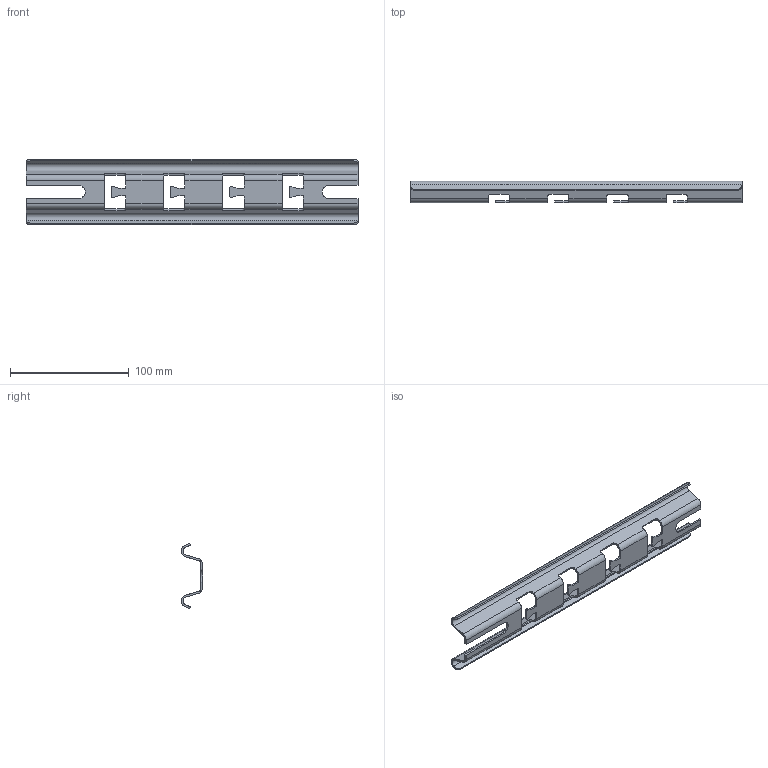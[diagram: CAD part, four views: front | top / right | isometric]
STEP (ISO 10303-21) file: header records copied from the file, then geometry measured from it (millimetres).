
FILE_DESCRIPTION (( 'STEP AP214' ), '1' );
FILE_NAME ('ompp200 Îìåãà-ïðîôèëü äëÿ ïðîâîëî÷. ëîòêà 200 EKF.STEP', '2020-08-26T13:55:37', ( '' ), ( '' ), 'SwSTEP 2.0', 'SolidWorks 2019', '' );
FILE_SCHEMA (( 'AUTOMOTIVE_DESIGN' ));
Length unit declared in the file: millimetre
Products named in the file (1): ompp200 Îìåãà-ïðîôèëü äëÿ ïðîâîëî÷. ëîòêà 200 EKF
Bounding box: 280 x 18.01 x 55 mm (x, y, z)
Volume: 29486.3 mm3; surface area: 41426.4 mm2
Topology: 1 solids, 1 shells, 182 faces, 468 edges, 280 vertices
Faces by surface type: plane 116, cylinder 66
Entity records: 5466 total; most frequent: DIRECTION 966, ORIENTED_EDGE 936, CARTESIAN_POINT 931, EDGE_CURVE 468, VECTOR 336, LINE 336, AXIS2_PLACEMENT_3D 315, VERTEX_POINT 280
